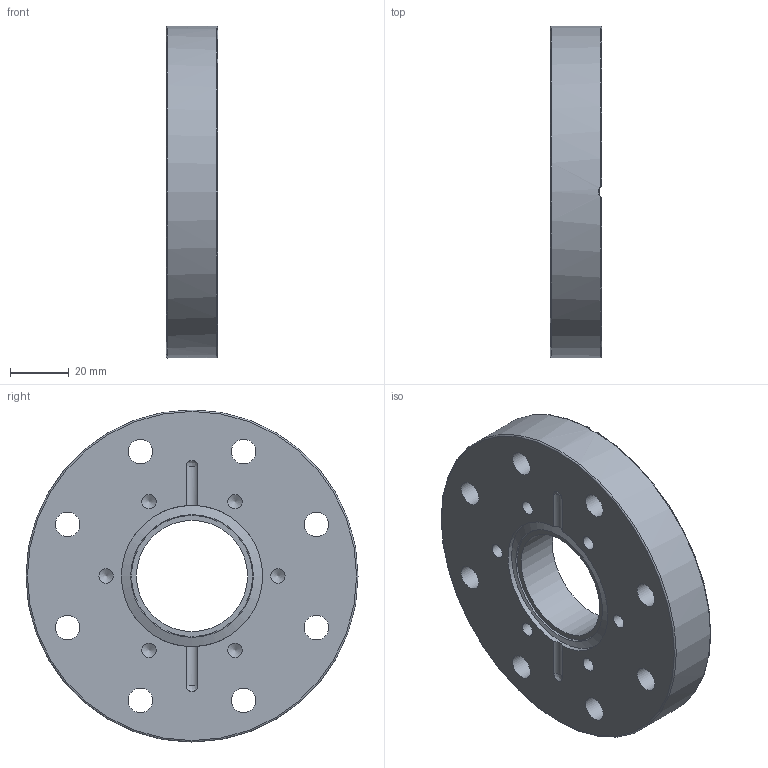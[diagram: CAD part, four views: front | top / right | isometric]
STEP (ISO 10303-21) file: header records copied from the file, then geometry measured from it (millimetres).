
FILE_DESCRIPTION((''),'2;1');
FILE_NAME('ZL6340-316LNS.stp','2009-03-13T14:52:21',('hasers'),(''),'Autodesk Inventor 2008','Autodesk Inventor 2008','');
FILE_SCHEMA(('AUTOMOTIVE_DESIGN { 1 0 10303 214 1 1 1 1 }'));
Length unit declared in the file: millimetre
Products named in the file (1): ZL6340-316LNS
Bounding box: 17.5 x 113.5 x 113.5 mm (x, y, z)
Volume: 141930.5 mm3; surface area: 30792.5 mm2
Topology: 1 solids, 1 shells, 42 faces, 120 edges, 81 vertices
Faces by surface type: bspline 22, cylinder 8, plane 5, cone 4, torus 3
Full cylindrical faces by diameter (mm): 38 x1, 48.3 x1, 82.5 x1, 113.5 x1
Entity records: 1523 total; most frequent: CARTESIAN_POINT 692, DIRECTION 150, ORIENTED_EDGE 136, EDGE_LOOP 90, AXIS2_PLACEMENT_3D 71, EDGE_CURVE 68, VERTEX_POINT 58, CIRCLE 50
